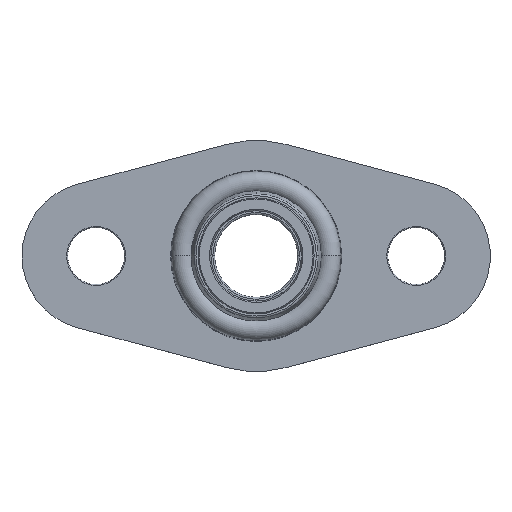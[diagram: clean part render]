
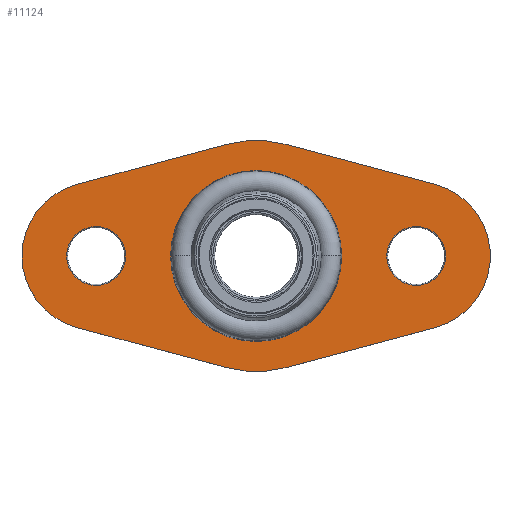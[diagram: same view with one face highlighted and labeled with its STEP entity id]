
A CAD part, top view. The second image highlights one B-rep face of the part: STEP entity #11124.
In plain terms, the highlighted planar face has unit normal (0, 0, 1).
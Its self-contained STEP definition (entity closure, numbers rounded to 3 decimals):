
#45 = DIRECTION ( 'NONE',  ( 0., 0., 1. ) ) ;
#104 = LINE ( 'NONE', #193, #975 ) ;
#193 = CARTESIAN_POINT ( 'NONE',  ( -17.301, 6.906, -1.9 ) ) ;
#330 = EDGE_CURVE ( 'NONE', #11923, #11913, #3369, .T. ) ;
#375 = CARTESIAN_POINT ( 'NONE',  ( -2.887, -10.77, -1.9 ) ) ;
#485 = EDGE_CURVE ( 'NONE', #6237, #742, #3646, .T. ) ;
#514 = VERTEX_POINT ( 'NONE', #8023 ) ;
#686 = CIRCLE ( 'NONE', #5356, 2.84 ) ;
#742 = VERTEX_POINT ( 'NONE', #9423 ) ;
#743 = VERTEX_POINT ( 'NONE', #1026 ) ;
#774 = DIRECTION ( 'NONE',  ( 0., 0., 1. ) ) ;
#975 = VECTOR ( 'NONE', #5977, 1000. ) ;
#1023 = VECTOR ( 'NONE', #6039, 1000. ) ;
#1026 = CARTESIAN_POINT ( 'NONE',  ( -17.301, 6.906, -1.9 ) ) ;
#1135 = EDGE_CURVE ( 'NONE', #9848, #6287, #10711, .T. ) ;
#1376 = ORIENTED_EDGE ( 'NONE', *, *, #12041, .T. ) ;
#1522 = LINE ( 'NONE', #10537, #9319 ) ;
#1611 = DIRECTION ( 'NONE',  ( 0., 0., 1. ) ) ;
#1626 = ORIENTED_EDGE ( 'NONE', *, *, #485, .T. ) ;
#1643 = CARTESIAN_POINT ( 'NONE',  ( 0., 0., -1.9 ) ) ;
#1654 = EDGE_CURVE ( 'NONE', #9757, #8370, #11125, .T. ) ;
#1834 = DIRECTION ( 'NONE',  ( 1., 0., 0. ) ) ;
#1990 = ORIENTED_EDGE ( 'NONE', *, *, #4152, .T. ) ;
#1996 = EDGE_CURVE ( 'NONE', #7257, #743, #104, .T. ) ;
#2120 = EDGE_CURVE ( 'NONE', #514, #7516, #686, .T. ) ;
#2175 = VECTOR ( 'NONE', #5757, 1000. ) ;
#2320 = ORIENTED_EDGE ( 'NONE', *, *, #8042, .T. ) ;
#2427 = FACE_BOUND ( 'NONE', #4606, .T. ) ;
#2429 = DIRECTION ( 'NONE',  ( 1., 0., 0. ) ) ;
#2535 = AXIS2_PLACEMENT_3D ( 'NONE', #8976, #1611, #11944 ) ;
#2776 = AXIS2_PLACEMENT_3D ( 'NONE', #9291, #12036, #1834 ) ;
#2809 = CIRCLE ( 'NONE', #6089, 7.15 ) ;
#2887 = DIRECTION ( 'NONE',  ( 1., 0., 0. ) ) ;
#3037 = ORIENTED_EDGE ( 'NONE', *, *, #7605, .T. ) ;
#3067 = CIRCLE ( 'NONE', #11676, 8.255 ) ;
#3150 = FACE_OUTER_BOUND ( 'NONE', #4783, .T. ) ;
#3294 = DIRECTION ( 'NONE',  ( 0., 0., -1. ) ) ;
#3360 = DIRECTION ( 'NONE',  ( 1., 0., 0. ) ) ;
#3369 = LINE ( 'NONE', #4762, #2175 ) ;
#3429 = DIRECTION ( 'NONE',  ( 1., 0., 0. ) ) ;
#3646 = CIRCLE ( 'NONE', #2535, 7.15 ) ;
#3671 = CARTESIAN_POINT ( 'NONE',  ( 17.301, 6.906, -1.9 ) ) ;
#3723 = DIRECTION ( 'NONE',  ( 1., 0., 0. ) ) ;
#3766 = AXIS2_PLACEMENT_3D ( 'NONE', #10702, #11771, #10870 ) ;
#4152 = EDGE_CURVE ( 'NONE', #8063, #6675, #1522, .T. ) ;
#4185 = ORIENTED_EDGE ( 'NONE', *, *, #1135, .F. ) ;
#4366 = DIRECTION ( 'NONE',  ( 1., 0., 0. ) ) ;
#4445 = CIRCLE ( 'NONE', #5595, 11.15 ) ;
#4446 = CARTESIAN_POINT ( 'NONE',  ( 2.887, 10.77, -1.9 ) ) ;
#4585 = CARTESIAN_POINT ( 'NONE',  ( 0., 0., -1.9 ) ) ;
#4606 = EDGE_LOOP ( 'NONE', ( #10481, #2320 ) ) ;
#4619 = DIRECTION ( 'NONE',  ( 0., 0., 1. ) ) ;
#4762 = CARTESIAN_POINT ( 'NONE',  ( 17.301, 6.906, -1.9 ) ) ;
#4783 = EDGE_LOOP ( 'NONE', ( #5693, #1626, #3037, #5745, #1990, #5978, #11317, #7649, #5729 ) ) ;
#4942 = CARTESIAN_POINT ( 'NONE',  ( -17.301, -6.906, -1.9 ) ) ;
#5224 = CARTESIAN_POINT ( 'NONE',  ( 2.887, -10.77, -1.9 ) ) ;
#5320 = DIRECTION ( 'NONE',  ( 0., 0., 1. ) ) ;
#5356 = AXIS2_PLACEMENT_3D ( 'NONE', #8196, #7250, #3429 ) ;
#5595 = AXIS2_PLACEMENT_3D ( 'NONE', #10039, #8094, #3360 ) ;
#5616 = CARTESIAN_POINT ( 'NONE',  ( 18.29, 0., -1.9 ) ) ;
#5693 = ORIENTED_EDGE ( 'NONE', *, *, #11099, .T. ) ;
#5729 = ORIENTED_EDGE ( 'NONE', *, *, #1996, .T. ) ;
#5745 = ORIENTED_EDGE ( 'NONE', *, *, #6286, .T. ) ;
#5757 = DIRECTION ( 'NONE',  ( -0.966, 0.259, 0. ) ) ;
#5788 = DIRECTION ( 'NONE',  ( 0.966, 0.259, 0. ) ) ;
#5821 = CARTESIAN_POINT ( 'NONE',  ( -18.29, 0., -1.9 ) ) ;
#5977 = DIRECTION ( 'NONE',  ( -0.966, -0.259, 0. ) ) ;
#5978 = ORIENTED_EDGE ( 'NONE', *, *, #6505, .T. ) ;
#6037 = CIRCLE ( 'NONE', #8755, 11.15 ) ;
#6039 = DIRECTION ( 'NONE',  ( 0.966, -0.259, 0. ) ) ;
#6089 = AXIS2_PLACEMENT_3D ( 'NONE', #7525, #45, #6616 ) ;
#6146 = DIRECTION ( 'NONE',  ( 1., 0., 0. ) ) ;
#6237 = VERTEX_POINT ( 'NONE', #9056 ) ;
#6260 = FACE_BOUND ( 'NONE', #12131, .T. ) ;
#6270 = CARTESIAN_POINT ( 'NONE',  ( 15.45, 0., -1.9 ) ) ;
#6286 = EDGE_CURVE ( 'NONE', #7050, #8063, #6037, .T. ) ;
#6287 = VERTEX_POINT ( 'NONE', #6382 ) ;
#6357 = EDGE_LOOP ( 'NONE', ( #4185, #11296 ) ) ;
#6382 = CARTESIAN_POINT ( 'NONE',  ( 8.255, 0., -1.9 ) ) ;
#6403 = AXIS2_PLACEMENT_3D ( 'NONE', #6270, #3294, #6146 ) ;
#6505 = EDGE_CURVE ( 'NONE', #6675, #11923, #2809, .T. ) ;
#6518 = CIRCLE ( 'NONE', #11515, 2.84 ) ;
#6544 = AXIS2_PLACEMENT_3D ( 'NONE', #10075, #5320, #4366 ) ;
#6616 = DIRECTION ( 'NONE',  ( 1., 0., 0. ) ) ;
#6673 = CARTESIAN_POINT ( 'NONE',  ( -15.45, 0., -1.9 ) ) ;
#6675 = VERTEX_POINT ( 'NONE', #9752 ) ;
#6913 = LINE ( 'NONE', #4942, #1023 ) ;
#7050 = VERTEX_POINT ( 'NONE', #375 ) ;
#7060 = CIRCLE ( 'NONE', #6403, 2.84 ) ;
#7250 = DIRECTION ( 'NONE',  ( 0., 0., -1. ) ) ;
#7257 = VERTEX_POINT ( 'NONE', #7275 ) ;
#7275 = CARTESIAN_POINT ( 'NONE',  ( -2.887, 10.77, -1.9 ) ) ;
#7393 = ORIENTED_EDGE ( 'NONE', *, *, #2120, .T. ) ;
#7516 = VERTEX_POINT ( 'NONE', #5821 ) ;
#7525 = CARTESIAN_POINT ( 'NONE',  ( 15.45, 0., -1.9 ) ) ;
#7565 = AXIS2_PLACEMENT_3D ( 'NONE', #11898, #10916, #2429 ) ;
#7605 = EDGE_CURVE ( 'NONE', #742, #7050, #6913, .T. ) ;
#7649 = ORIENTED_EDGE ( 'NONE', *, *, #11815, .T. ) ;
#7781 = EDGE_CURVE ( 'NONE', #6287, #9848, #3067, .T. ) ;
#8023 = CARTESIAN_POINT ( 'NONE',  ( -12.61, 0., -1.9 ) ) ;
#8042 = EDGE_CURVE ( 'NONE', #8370, #9757, #7060, .T. ) ;
#8063 = VERTEX_POINT ( 'NONE', #5224 ) ;
#8094 = DIRECTION ( 'NONE',  ( 0., 0., 1. ) ) ;
#8196 = CARTESIAN_POINT ( 'NONE',  ( -15.45, 0., -1.9 ) ) ;
#8292 = DIRECTION ( 'NONE',  ( 1., 0., 0. ) ) ;
#8370 = VERTEX_POINT ( 'NONE', #9548 ) ;
#8755 = AXIS2_PLACEMENT_3D ( 'NONE', #4585, #4619, #3723 ) ;
#8827 = CARTESIAN_POINT ( 'NONE',  ( -8.255, 0., -1.9 ) ) ;
#8975 = PLANE ( 'NONE',  #7565 ) ;
#8976 = CARTESIAN_POINT ( 'NONE',  ( -15.45, 0., -1.9 ) ) ;
#9056 = CARTESIAN_POINT ( 'NONE',  ( -22.6, 0., -1.9 ) ) ;
#9291 = CARTESIAN_POINT ( 'NONE',  ( 15.45, 0., -1.9 ) ) ;
#9319 = VECTOR ( 'NONE', #5788, 1000. ) ;
#9423 = CARTESIAN_POINT ( 'NONE',  ( -17.301, -6.906, -1.9 ) ) ;
#9548 = CARTESIAN_POINT ( 'NONE',  ( 12.61, 0., -1.9 ) ) ;
#9752 = CARTESIAN_POINT ( 'NONE',  ( 17.301, -6.906, -1.9 ) ) ;
#9757 = VERTEX_POINT ( 'NONE', #5616 ) ;
#9783 = CIRCLE ( 'NONE', #3766, 7.15 ) ;
#9848 = VERTEX_POINT ( 'NONE', #8827 ) ;
#10039 = CARTESIAN_POINT ( 'NONE',  ( 0., 0., -1.9 ) ) ;
#10075 = CARTESIAN_POINT ( 'NONE',  ( 0., 0., -1.9 ) ) ;
#10319 = DIRECTION ( 'NONE',  ( 0., 0., -1. ) ) ;
#10481 = ORIENTED_EDGE ( 'NONE', *, *, #1654, .T. ) ;
#10537 = CARTESIAN_POINT ( 'NONE',  ( 17.301, -6.906, -1.9 ) ) ;
#10702 = CARTESIAN_POINT ( 'NONE',  ( -15.45, 0., -1.9 ) ) ;
#10711 = CIRCLE ( 'NONE', #6544, 8.255 ) ;
#10870 = DIRECTION ( 'NONE',  ( 1., 0., 0. ) ) ;
#10916 = DIRECTION ( 'NONE',  ( 0., 0., 1. ) ) ;
#11099 = EDGE_CURVE ( 'NONE', #743, #6237, #9783, .T. ) ;
#11124 = ADVANCED_FACE ( 'NONE', ( #6260, #2427, #3150, #11688 ), #8975, .T. ) ;
#11125 = CIRCLE ( 'NONE', #2776, 2.84 ) ;
#11296 = ORIENTED_EDGE ( 'NONE', *, *, #7781, .F. ) ;
#11317 = ORIENTED_EDGE ( 'NONE', *, *, #330, .T. ) ;
#11515 = AXIS2_PLACEMENT_3D ( 'NONE', #6673, #10319, #2887 ) ;
#11676 = AXIS2_PLACEMENT_3D ( 'NONE', #1643, #774, #8292 ) ;
#11688 = FACE_BOUND ( 'NONE', #6357, .T. ) ;
#11771 = DIRECTION ( 'NONE',  ( 0., 0., 1. ) ) ;
#11815 = EDGE_CURVE ( 'NONE', #11913, #7257, #4445, .T. ) ;
#11898 = CARTESIAN_POINT ( 'NONE',  ( -15.45, 0., -1.9 ) ) ;
#11913 = VERTEX_POINT ( 'NONE', #4446 ) ;
#11923 = VERTEX_POINT ( 'NONE', #3671 ) ;
#11944 = DIRECTION ( 'NONE',  ( 1., 0., 0. ) ) ;
#12036 = DIRECTION ( 'NONE',  ( 0., 0., -1. ) ) ;
#12041 = EDGE_CURVE ( 'NONE', #7516, #514, #6518, .T. ) ;
#12131 = EDGE_LOOP ( 'NONE', ( #7393, #1376 ) ) ;
